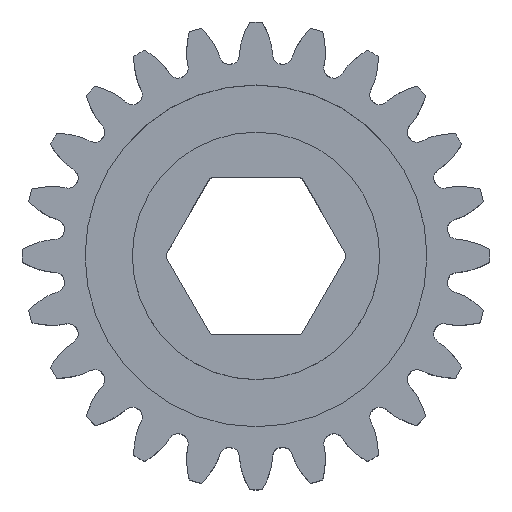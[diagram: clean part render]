
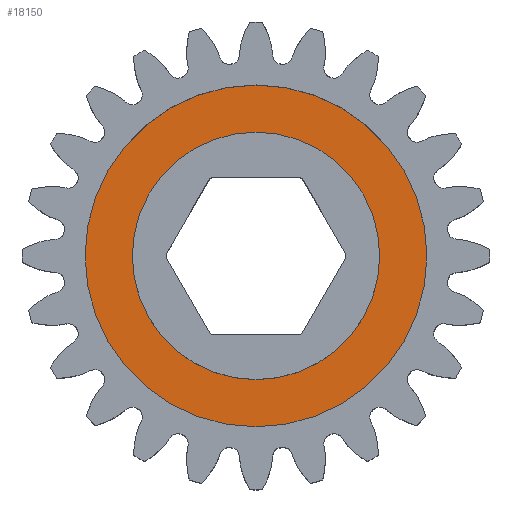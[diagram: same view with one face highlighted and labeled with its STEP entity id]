
A CAD part, top view. The second image highlights one B-rep face of the part: STEP entity #18150.
In plain terms, the highlighted planar face has unit normal (0, 0, 1).
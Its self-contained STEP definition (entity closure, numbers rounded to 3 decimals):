
#3 = CIRCLE ( 'NONE', #25090, 7.6 ) ;
#479 = AXIS2_PLACEMENT_3D ( 'NONE', #7550, #1560, #15718 ) ;
#1560 = DIRECTION ( 'NONE',  ( 0., 0., 1. ) ) ;
#2396 = CARTESIAN_POINT ( 'NONE',  ( 0., 0., 3. ) ) ;
#2498 = PLANE ( 'NONE',  #16384 ) ;
#3447 = CARTESIAN_POINT ( 'NONE',  ( 0., 0., 3. ) ) ;
#3847 = ORIENTED_EDGE ( 'NONE', *, *, #16520, .T. ) ;
#6811 = VERTEX_POINT ( 'NONE', #8797 ) ;
#7099 = ORIENTED_EDGE ( 'NONE', *, *, #13587, .F. ) ;
#7550 = CARTESIAN_POINT ( 'NONE',  ( 0., 0., 3. ) ) ;
#7602 = CARTESIAN_POINT ( 'NONE',  ( 7.6, 0., 3. ) ) ;
#8037 = CARTESIAN_POINT ( 'NONE',  ( -0.477, 9.999, 3. ) ) ;
#8437 = FACE_BOUND ( 'NONE', #16487, .T. ) ;
#8705 = DIRECTION ( 'NONE',  ( 0., 0., 1. ) ) ;
#8797 = CARTESIAN_POINT ( 'NONE',  ( -7.6, 0., 3. ) ) ;
#8873 = CIRCLE ( 'NONE', #25625, 5.5 ) ;
#9351 = DIRECTION ( 'NONE',  ( 0., 0., 1. ) ) ;
#10041 = DIRECTION ( 'NONE',  ( 0., 0., 1. ) ) ;
#10043 = DIRECTION ( 'NONE',  ( 0., 0., -1. ) ) ;
#11256 = FACE_OUTER_BOUND ( 'NONE', #21213, .T. ) ;
#11363 = EDGE_CURVE ( 'NONE', #14550, #24967, #8873, .T. ) ;
#11549 = CARTESIAN_POINT ( 'NONE',  ( -5.5, 0., 3. ) ) ;
#12033 = DIRECTION ( 'NONE',  ( -1., 0., 0. ) ) ;
#12625 = AXIS2_PLACEMENT_3D ( 'NONE', #3447, #9351, #17261 ) ;
#13390 = CARTESIAN_POINT ( 'NONE',  ( 5.5, 0., 3. ) ) ;
#13587 = EDGE_CURVE ( 'NONE', #24967, #14550, #23183, .T. ) ;
#14550 = VERTEX_POINT ( 'NONE', #11549 ) ;
#15718 = DIRECTION ( 'NONE',  ( -1., 0., 0. ) ) ;
#15961 = ORIENTED_EDGE ( 'NONE', *, *, #22295, .T. ) ;
#16384 = AXIS2_PLACEMENT_3D ( 'NONE', #8037, #10043, #18122 ) ;
#16487 = EDGE_LOOP ( 'NONE', ( #7099, #24023 ) ) ;
#16520 = EDGE_CURVE ( 'NONE', #6811, #22648, #25601, .T. ) ;
#17261 = DIRECTION ( 'NONE',  ( -1., 0., 0. ) ) ;
#18122 = DIRECTION ( 'NONE',  ( -1., 0., 0. ) ) ;
#18150 = ADVANCED_FACE ( 'NONE', ( #11256, #8437 ), #2498, .F. ) ;
#20175 = CARTESIAN_POINT ( 'NONE',  ( 0., 0., 3. ) ) ;
#21213 = EDGE_LOOP ( 'NONE', ( #15961, #3847 ) ) ;
#22295 = EDGE_CURVE ( 'NONE', #22648, #6811, #3, .T. ) ;
#22648 = VERTEX_POINT ( 'NONE', #7602 ) ;
#23183 = CIRCLE ( 'NONE', #479, 5.5 ) ;
#24023 = ORIENTED_EDGE ( 'NONE', *, *, #11363, .F. ) ;
#24522 = DIRECTION ( 'NONE',  ( -1., 0., 0. ) ) ;
#24967 = VERTEX_POINT ( 'NONE', #13390 ) ;
#25090 = AXIS2_PLACEMENT_3D ( 'NONE', #20175, #10041, #12033 ) ;
#25601 = CIRCLE ( 'NONE', #12625, 7.6 ) ;
#25625 = AXIS2_PLACEMENT_3D ( 'NONE', #2396, #8705, #24522 ) ;
